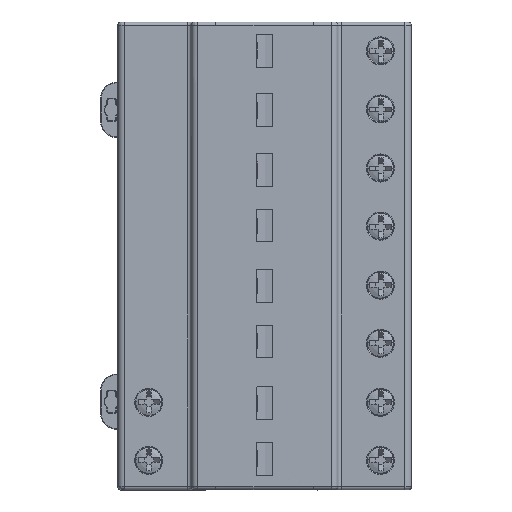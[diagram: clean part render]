
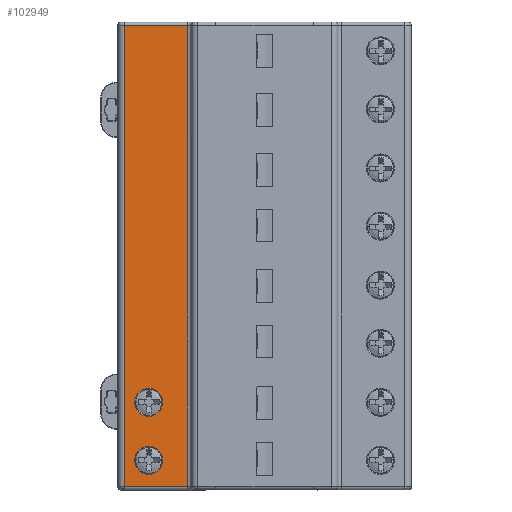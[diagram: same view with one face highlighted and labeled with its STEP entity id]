
A CAD part, top view. The second image highlights one B-rep face of the part: STEP entity #102949.
In plain terms, the highlighted planar face has unit normal (0, 0, 1).
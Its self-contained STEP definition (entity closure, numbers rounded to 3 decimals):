
#79151=DIRECTION('',(-1.,0.,0.));
#79152=VECTOR('',#79151,19.5);
#79153=CARTESIAN_POINT('',(-23.5,-178.3,50.));
#79154=LINE('',#79153,#79152);
#79159=CARTESIAN_POINT('',(-35.5,-170.31,50.));
#79160=DIRECTION('',(0.,0.,-1.));
#79161=DIRECTION('',(0.355,-0.935,0.));
#79162=AXIS2_PLACEMENT_3D('',#79159,#79160,#79161);
#79164=CARTESIAN_POINT('',(-35.5,-170.31,50.));
#79165=DIRECTION('',(0.,0.,-1.));
#79166=DIRECTION('',(-0.349,0.937,0.));
#79167=AXIS2_PLACEMENT_3D('',#79164,#79165,#79166);
#79169=CARTESIAN_POINT('',(-35.5,-170.31,50.));
#79170=DIRECTION('',(0.,0.,-1.));
#79171=DIRECTION('',(-0.355,0.935,0.));
#79172=AXIS2_PLACEMENT_3D('',#79169,#79170,#79171);
#79174=CARTESIAN_POINT('',(-35.5,-170.31,50.));
#79175=DIRECTION('',(0.,0.,-1.));
#79176=DIRECTION('',(0.349,-0.937,0.));
#79177=AXIS2_PLACEMENT_3D('',#79174,#79175,#79176);
#79179=CARTESIAN_POINT('',(-35.5,-152.51,50.));
#79180=DIRECTION('',(0.,0.,-1.));
#79181=DIRECTION('',(-1.,-0.009,0.));
#79182=AXIS2_PLACEMENT_3D('',#79179,#79180,#79181);
#79184=CARTESIAN_POINT('',(-35.5,-152.51,50.));
#79185=DIRECTION('',(0.,0.,-1.));
#79186=DIRECTION('',(0.349,-0.937,0.));
#79187=AXIS2_PLACEMENT_3D('',#79184,#79185,#79186);
#79189=CARTESIAN_POINT('',(-35.5,-152.51,50.));
#79190=DIRECTION('',(0.,0.,-1.));
#79191=DIRECTION('',(1.,0.008,0.));
#79192=AXIS2_PLACEMENT_3D('',#79189,#79190,#79191);
#79194=CARTESIAN_POINT('',(-35.5,-152.51,50.));
#79195=DIRECTION('',(0.,0.,-1.));
#79196=DIRECTION('',(-0.349,0.937,0.));
#79197=AXIS2_PLACEMENT_3D('',#79194,#79195,#79196);
#89040=DIRECTION('',(1.,0.,0.));
#89041=VECTOR('',#89040,19.5);
#89042=CARTESIAN_POINT('',(-43.,-37.,50.));
#89043=LINE('',#89042,#89041);
#89059=DIRECTION('',(0.,-1.,0.));
#89060=VECTOR('',#89059,16.95);
#89061=CARTESIAN_POINT('',(-23.5,-161.35,50.));
#89062=LINE('',#89061,#89060);
#89063=DIRECTION('',(0.,-1.,0.));
#89064=VECTOR('',#89063,22.82);
#89065=CARTESIAN_POINT('',(-23.5,-138.53,50.));
#89066=LINE('',#89065,#89064);
#89067=DIRECTION('',(0.,-1.,0.));
#89068=VECTOR('',#89067,1.6);
#89069=CARTESIAN_POINT('',(-23.5,-136.93,50.));
#89070=LINE('',#89069,#89068);
#89071=DIRECTION('',(0.,-1.,0.));
#89072=VECTOR('',#89071,3.49);
#89073=CARTESIAN_POINT('',(-23.5,-133.44,50.));
#89074=LINE('',#89073,#89072);
#89075=DIRECTION('',(0.,-1.,0.));
#89076=VECTOR('',#89075,1.6);
#89077=CARTESIAN_POINT('',(-23.5,-131.84,50.));
#89078=LINE('',#89077,#89076);
#89079=DIRECTION('',(0.,-1.,0.));
#89080=VECTOR('',#89079,6.39);
#89081=CARTESIAN_POINT('',(-23.5,-125.45,50.));
#89082=LINE('',#89081,#89080);
#89083=DIRECTION('',(0.,-1.,0.));
#89084=VECTOR('',#89083,88.45);
#89085=CARTESIAN_POINT('',(-23.5,-37.,50.));
#89086=LINE('',#89085,#89084);
#89199=DIRECTION('',(0.,1.,0.));
#89200=VECTOR('',#89199,141.3);
#89201=CARTESIAN_POINT('',(-43.,-178.3,50.));
#89202=LINE('',#89201,#89200);
#93647=CARTESIAN_POINT('',(-43.,-37.,50.));
#93648=VERTEX_POINT('',#93647);
#93649=CARTESIAN_POINT('',(-23.5,-37.,50.));
#93650=VERTEX_POINT('',#93649);
#93651=CARTESIAN_POINT('',(-23.5,-178.3,50.));
#93652=CARTESIAN_POINT('',(-43.,-178.3,50.));
#93653=VERTEX_POINT('',#93651);
#93654=VERTEX_POINT('',#93652);
#96669=CARTESIAN_POINT('',(-23.5,-161.35,50.));
#96670=VERTEX_POINT('',#96669);
#96671=CARTESIAN_POINT('',(-23.5,-138.53,50.));
#96672=VERTEX_POINT('',#96671);
#96673=CARTESIAN_POINT('',(-23.5,-136.93,50.));
#96674=VERTEX_POINT('',#96673);
#96675=CARTESIAN_POINT('',(-23.5,-133.44,50.));
#96676=VERTEX_POINT('',#96675);
#96677=CARTESIAN_POINT('',(-23.5,-131.84,50.));
#96678=VERTEX_POINT('',#96677);
#96679=CARTESIAN_POINT('',(-23.5,-125.45,50.));
#96680=VERTEX_POINT('',#96679);
#97534=CARTESIAN_POINT('',(-31.2,-152.474,50.));
#97536=VERTEX_POINT('',#97534);
#97540=CARTESIAN_POINT('',(-39.8,-152.546,50.));
#97541=VERTEX_POINT('',#97540);
#97546=CARTESIAN_POINT('',(-37.,-148.48,50.));
#97547=VERTEX_POINT('',#97546);
#97548=CARTESIAN_POINT('',(-34.,-156.54,50.));
#97549=VERTEX_POINT('',#97548);
#97550=CARTESIAN_POINT('',(-37.025,-166.289,50.));
#97552=VERTEX_POINT('',#97550);
#97556=CARTESIAN_POINT('',(-33.975,-174.331,50.));
#97557=VERTEX_POINT('',#97556);
#97562=CARTESIAN_POINT('',(-34.,-174.34,50.));
#97563=VERTEX_POINT('',#97562);
#97564=CARTESIAN_POINT('',(-37.,-166.28,50.));
#97565=VERTEX_POINT('',#97564);
#102903=CARTESIAN_POINT('',(-45.,-71.9,50.));
#102904=DIRECTION('',(0.,0.,1.));
#102905=DIRECTION('',(1.,0.,0.));
#102906=AXIS2_PLACEMENT_3D('',#102903,#102904,#102905);
#102907=PLANE('',#102906);
#102909=ORIENTED_EDGE('',*,*,#102908,.T.);
#102911=ORIENTED_EDGE('',*,*,#102910,.T.);
#102913=ORIENTED_EDGE('',*,*,#102912,.T.);
#102915=ORIENTED_EDGE('',*,*,#102914,.T.);
#102917=ORIENTED_EDGE('',*,*,#102916,.T.);
#102919=ORIENTED_EDGE('',*,*,#102918,.T.);
#102921=ORIENTED_EDGE('',*,*,#102920,.T.);
#102923=ORIENTED_EDGE('',*,*,#102922,.T.);
#102924=ORIENTED_EDGE('',*,*,#102894,.T.);
#102926=ORIENTED_EDGE('',*,*,#102925,.T.);
#102927=EDGE_LOOP('',(#102909,#102911,#102913,#102915,#102917,#102919,#102921,
#102923,#102924,#102926));
#102928=FACE_OUTER_BOUND('',#102927,.F.);
#102930=ORIENTED_EDGE('',*,*,#102929,.F.);
#102932=ORIENTED_EDGE('',*,*,#102931,.F.);
#102934=ORIENTED_EDGE('',*,*,#102933,.F.);
#102936=ORIENTED_EDGE('',*,*,#102935,.F.);
#102937=EDGE_LOOP('',(#102930,#102932,#102934,#102936));
#102938=FACE_BOUND('',#102937,.F.);
#102940=ORIENTED_EDGE('',*,*,#102939,.F.);
#102942=ORIENTED_EDGE('',*,*,#102941,.F.);
#102944=ORIENTED_EDGE('',*,*,#102943,.F.);
#102946=ORIENTED_EDGE('',*,*,#102945,.F.);
#102947=EDGE_LOOP('',(#102940,#102942,#102944,#102946));
#102948=FACE_BOUND('',#102947,.F.);
#79163=CIRCLE('',#79162,4.3);
#79168=CIRCLE('',#79167,4.3);
#79173=CIRCLE('',#79172,4.3);
#79178=CIRCLE('',#79177,4.3);
#79183=CIRCLE('',#79182,4.3);
#79188=CIRCLE('',#79187,4.3);
#79193=CIRCLE('',#79192,4.3);
#79198=CIRCLE('',#79197,4.3);
#102894=EDGE_CURVE('',#93653,#93654,#79154,.T.);
#102908=EDGE_CURVE('',#93648,#93650,#89043,.T.);
#102910=EDGE_CURVE('',#93650,#96680,#89086,.T.);
#102912=EDGE_CURVE('',#96680,#96678,#89082,.T.);
#102914=EDGE_CURVE('',#96678,#96676,#89078,.T.);
#102916=EDGE_CURVE('',#96676,#96674,#89074,.T.);
#102918=EDGE_CURVE('',#96674,#96672,#89070,.T.);
#102920=EDGE_CURVE('',#96672,#96670,#89066,.T.);
#102922=EDGE_CURVE('',#96670,#93653,#89062,.T.);
#102925=EDGE_CURVE('',#93654,#93648,#89202,.T.);
#102929=EDGE_CURVE('',#97541,#97547,#79183,.T.);
#102931=EDGE_CURVE('',#97549,#97541,#79188,.T.);
#102933=EDGE_CURVE('',#97536,#97549,#79193,.T.);
#102935=EDGE_CURVE('',#97547,#97536,#79198,.T.);
#102939=EDGE_CURVE('',#97557,#97563,#79163,.T.);
#102941=EDGE_CURVE('',#97565,#97557,#79168,.T.);
#102943=EDGE_CURVE('',#97552,#97565,#79173,.T.);
#102945=EDGE_CURVE('',#97563,#97552,#79178,.T.);
#102949=ADVANCED_FACE('',(#102928,#102938,#102948),#102907,.T.);
